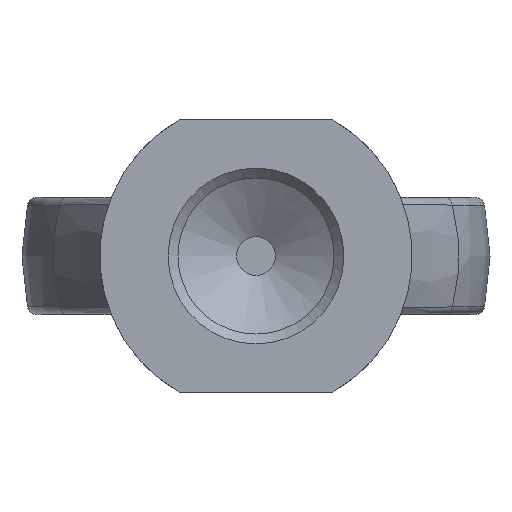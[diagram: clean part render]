
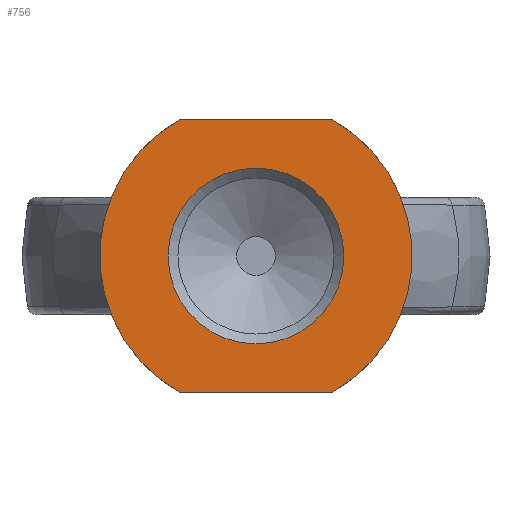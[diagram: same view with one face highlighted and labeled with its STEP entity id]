
A CAD part, front view. The second image highlights one B-rep face of the part: STEP entity #756.
In plain terms, the highlighted planar face has unit normal (0, -1, 0).
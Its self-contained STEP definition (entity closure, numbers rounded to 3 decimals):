
#46 = DIRECTION ( 'NONE',  ( 0., -1., 0. ) ) ;
#84 = DIRECTION ( 'NONE',  ( 0., 0., -1. ) ) ;
#169 = EDGE_CURVE ( 'NONE', #920, #1696, #1881, .T. ) ;
#191 = CARTESIAN_POINT ( 'NONE',  ( 0., -36., 0. ) ) ;
#202 = DIRECTION ( 'NONE',  ( 0., 0., -1. ) ) ;
#212 = DIRECTION ( 'NONE',  ( 0., 1., 0. ) ) ;
#302 = VERTEX_POINT ( 'NONE', #1147 ) ;
#311 = ORIENTED_EDGE ( 'NONE', *, *, #784, .T. ) ;
#317 = AXIS2_PLACEMENT_3D ( 'NONE', #2505, #46, #2684 ) ;
#326 = CIRCLE ( 'NONE', #1712, 0.2 ) ;
#334 = CARTESIAN_POINT ( 'NONE',  ( 0., -36., -4.5 ) ) ;
#344 = VERTEX_POINT ( 'NONE', #349 ) ;
#349 = CARTESIAN_POINT ( 'NONE',  ( -3.821, -36., 7. ) ) ;
#356 = VERTEX_POINT ( 'NONE', #334 ) ;
#423 = CARTESIAN_POINT ( 'NONE',  ( -3.919, -36., -6.974 ) ) ;
#445 = AXIS2_PLACEMENT_3D ( 'NONE', #1219, #555, #828 ) ;
#461 = ORIENTED_EDGE ( 'NONE', *, *, #903, .T. ) ;
#464 = CARTESIAN_POINT ( 'NONE',  ( 3.821, -36., 6.8 ) ) ;
#504 = CARTESIAN_POINT ( 'NONE',  ( 3.821, -36., -7. ) ) ;
#535 = AXIS2_PLACEMENT_3D ( 'NONE', #464, #2530, #84 ) ;
#555 = DIRECTION ( 'NONE',  ( 0., -1., 0. ) ) ;
#593 = CARTESIAN_POINT ( 'NONE',  ( 3.821, -36., -6.8 ) ) ;
#617 = VERTEX_POINT ( 'NONE', #863 ) ;
#620 = ORIENTED_EDGE ( 'NONE', *, *, #2314, .T. ) ;
#624 = AXIS2_PLACEMENT_3D ( 'NONE', #593, #2104, #1477 ) ;
#748 = FACE_BOUND ( 'NONE', #754, .T. ) ;
#754 = EDGE_LOOP ( 'NONE', ( #1681 ) ) ;
#756 = ADVANCED_FACE ( 'NONE', ( #748, #1569 ), #1644, .T. ) ;
#784 = EDGE_CURVE ( 'NONE', #990, #804, #2145, .T. ) ;
#785 = CARTESIAN_POINT ( 'NONE',  ( -12., -36., -7. ) ) ;
#790 = VECTOR ( 'NONE', #1422, 1000. ) ;
#795 = AXIS2_PLACEMENT_3D ( 'NONE', #191, #212, #2509 ) ;
#804 = VERTEX_POINT ( 'NONE', #423 ) ;
#828 = DIRECTION ( 'NONE',  ( 0., 0., -1. ) ) ;
#863 = CARTESIAN_POINT ( 'NONE',  ( 3.919, -36., -6.974 ) ) ;
#872 = EDGE_CURVE ( 'NONE', #344, #990, #1932, .T. ) ;
#896 = CARTESIAN_POINT ( 'NONE',  ( 3.919, -36., 6.974 ) ) ;
#903 = EDGE_CURVE ( 'NONE', #1878, #302, #1311, .T. ) ;
#920 = VERTEX_POINT ( 'NONE', #504 ) ;
#943 = ORIENTED_EDGE ( 'NONE', *, *, #1877, .T. ) ;
#953 = CARTESIAN_POINT ( 'NONE',  ( -3.919, -36., 6.974 ) ) ;
#990 = VERTEX_POINT ( 'NONE', #953 ) ;
#1032 = DIRECTION ( 'NONE',  ( 1., 0., 0. ) ) ;
#1082 = ORIENTED_EDGE ( 'NONE', *, *, #872, .T. ) ;
#1147 = CARTESIAN_POINT ( 'NONE',  ( 3.821, -36., 7. ) ) ;
#1182 = AXIS2_PLACEMENT_3D ( 'NONE', #1948, #1525, #1307 ) ;
#1184 = CARTESIAN_POINT ( 'NONE',  ( -3.821, -36., -6.8 ) ) ;
#1219 = CARTESIAN_POINT ( 'NONE',  ( 0., -36., 0. ) ) ;
#1307 = DIRECTION ( 'NONE',  ( 0., 0., -1. ) ) ;
#1311 = CIRCLE ( 'NONE', #535, 0.2 ) ;
#1363 = CIRCLE ( 'NONE', #624, 0.2 ) ;
#1407 = CIRCLE ( 'NONE', #1182, 8. ) ;
#1422 = DIRECTION ( 'NONE',  ( -1., 0., 0. ) ) ;
#1455 = CARTESIAN_POINT ( 'NONE',  ( -12., -36., 7. ) ) ;
#1464 = ORIENTED_EDGE ( 'NONE', *, *, #2546, .F. ) ;
#1477 = DIRECTION ( 'NONE',  ( 0., 0., -1. ) ) ;
#1525 = DIRECTION ( 'NONE',  ( 0., -1., 0. ) ) ;
#1560 = EDGE_CURVE ( 'NONE', #356, #356, #2677, .T. ) ;
#1569 = FACE_OUTER_BOUND ( 'NONE', #1967, .T. ) ;
#1644 = PLANE ( 'NONE',  #2106 ) ;
#1675 = LINE ( 'NONE', #1455, #2641 ) ;
#1681 = ORIENTED_EDGE ( 'NONE', *, *, #1560, .T. ) ;
#1696 = VERTEX_POINT ( 'NONE', #2593 ) ;
#1712 = AXIS2_PLACEMENT_3D ( 'NONE', #1184, #1991, #2029 ) ;
#1877 = EDGE_CURVE ( 'NONE', #920, #617, #1363, .T. ) ;
#1878 = VERTEX_POINT ( 'NONE', #896 ) ;
#1881 = LINE ( 'NONE', #785, #790 ) ;
#1932 = CIRCLE ( 'NONE', #317, 0.2 ) ;
#1948 = CARTESIAN_POINT ( 'NONE',  ( 0., -36., 0. ) ) ;
#1967 = EDGE_LOOP ( 'NONE', ( #311, #2485, #2377, #943, #620, #461, #1464, #1082 ) ) ;
#1991 = DIRECTION ( 'NONE',  ( 0., -1., 0. ) ) ;
#2029 = DIRECTION ( 'NONE',  ( 0., 0., -1. ) ) ;
#2104 = DIRECTION ( 'NONE',  ( 0., -1., 0. ) ) ;
#2106 = AXIS2_PLACEMENT_3D ( 'NONE', #2429, #2492, #202 ) ;
#2145 = CIRCLE ( 'NONE', #445, 8. ) ;
#2314 = EDGE_CURVE ( 'NONE', #617, #1878, #1407, .T. ) ;
#2377 = ORIENTED_EDGE ( 'NONE', *, *, #169, .F. ) ;
#2381 = EDGE_CURVE ( 'NONE', #804, #1696, #326, .T. ) ;
#2429 = CARTESIAN_POINT ( 'NONE',  ( 0., -36., 0. ) ) ;
#2485 = ORIENTED_EDGE ( 'NONE', *, *, #2381, .T. ) ;
#2492 = DIRECTION ( 'NONE',  ( 0., -1., 0. ) ) ;
#2505 = CARTESIAN_POINT ( 'NONE',  ( -3.821, -36., 6.8 ) ) ;
#2509 = DIRECTION ( 'NONE',  ( 0., 0., -1. ) ) ;
#2530 = DIRECTION ( 'NONE',  ( 0., -1., 0. ) ) ;
#2546 = EDGE_CURVE ( 'NONE', #344, #302, #1675, .T. ) ;
#2593 = CARTESIAN_POINT ( 'NONE',  ( -3.821, -36., -7. ) ) ;
#2641 = VECTOR ( 'NONE', #1032, 1000. ) ;
#2677 = CIRCLE ( 'NONE', #795, 4.5 ) ;
#2684 = DIRECTION ( 'NONE',  ( 0., 0., -1. ) ) ;
